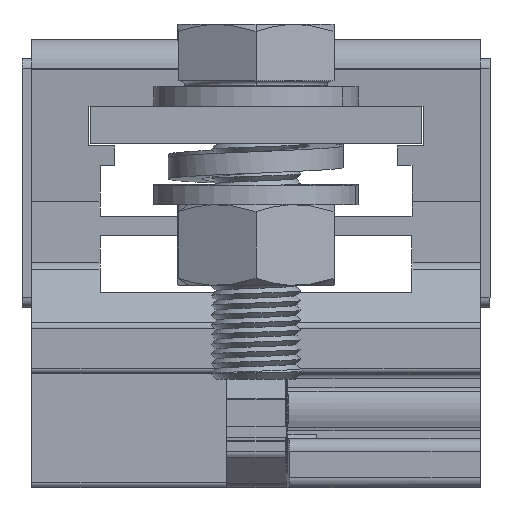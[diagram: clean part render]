
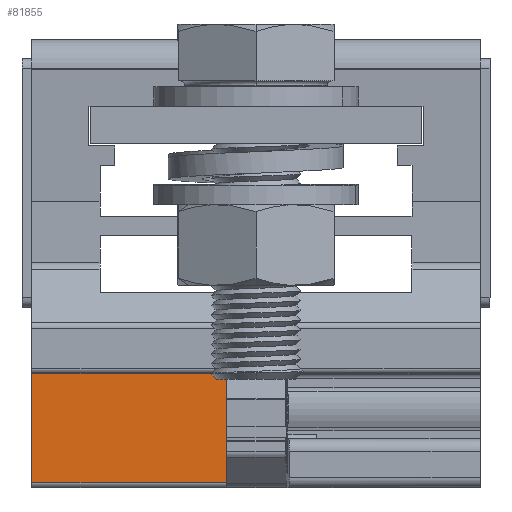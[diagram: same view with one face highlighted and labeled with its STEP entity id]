
A CAD part, left-side view. The second image highlights one B-rep face of the part: STEP entity #81855.
In plain terms, the highlighted planar face has unit normal (-1, 0, 0).
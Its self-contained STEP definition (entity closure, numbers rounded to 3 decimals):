
#1214 = VECTOR ( 'NONE', #17993, 1000. ) ;
#5224 = FACE_OUTER_BOUND ( 'NONE', #76270, .T. ) ;
#8372 = ORIENTED_EDGE ( 'NONE', *, *, #63989, .T. ) ;
#9937 = VECTOR ( 'NONE', #14258, 1000. ) ;
#14258 = DIRECTION ( 'NONE',  ( 0., 1., 0. ) ) ;
#17993 = DIRECTION ( 'NONE',  ( 0., 1., 0. ) ) ;
#21555 = CARTESIAN_POINT ( 'NONE',  ( -39.95, 47., -5.8 ) ) ;
#21945 = VECTOR ( 'NONE', #56753, 1000. ) ;
#24951 = CARTESIAN_POINT ( 'NONE',  ( -39.95, 27., 5.4 ) ) ;
#27293 = CARTESIAN_POINT ( 'NONE',  ( -39.95, 27., 5.4 ) ) ;
#29278 = CARTESIAN_POINT ( 'NONE',  ( -39.95, 47., 5.4 ) ) ;
#30877 = DIRECTION ( 'NONE',  ( 0., 0., 1. ) ) ;
#31487 = LINE ( 'NONE', #66659, #1214 ) ;
#32627 = PLANE ( 'NONE',  #75840 ) ;
#34457 = VERTEX_POINT ( 'NONE', #55036 ) ;
#40980 = EDGE_CURVE ( 'NONE', #34457, #76802, #31487, .T. ) ;
#42517 = ORIENTED_EDGE ( 'NONE', *, *, #40980, .F. ) ;
#51201 = VERTEX_POINT ( 'NONE', #69760 ) ;
#55036 = CARTESIAN_POINT ( 'NONE',  ( -39.95, 27., -5.8 ) ) ;
#56753 = DIRECTION ( 'NONE',  ( 0., 0., -1. ) ) ;
#58739 = LINE ( 'NONE', #24951, #84301 ) ;
#59247 = EDGE_CURVE ( 'NONE', #88688, #51201, #81869, .T. ) ;
#60103 = DIRECTION ( 'NONE',  ( 1., 0., 0. ) ) ;
#63989 = EDGE_CURVE ( 'NONE', #51201, #76802, #75755, .T. ) ;
#66631 = CARTESIAN_POINT ( 'NONE',  ( -39.95, 27., 5.4 ) ) ;
#66659 = CARTESIAN_POINT ( 'NONE',  ( -39.95, 27., -5.8 ) ) ;
#69760 = CARTESIAN_POINT ( 'NONE',  ( -39.95, 47., 5.4 ) ) ;
#72090 = ORIENTED_EDGE ( 'NONE', *, *, #59247, .T. ) ;
#72984 = ORIENTED_EDGE ( 'NONE', *, *, #73296, .F. ) ;
#73296 = EDGE_CURVE ( 'NONE', #88688, #34457, #58739, .T. ) ;
#75755 = LINE ( 'NONE', #29278, #21945 ) ;
#75840 = AXIS2_PLACEMENT_3D ( 'NONE', #80030, #60103, #30877 ) ;
#76270 = EDGE_LOOP ( 'NONE', ( #8372, #42517, #72984, #72090 ) ) ;
#76802 = VERTEX_POINT ( 'NONE', #21555 ) ;
#80030 = CARTESIAN_POINT ( 'NONE',  ( -39.95, 27., 5.4 ) ) ;
#81855 = ADVANCED_FACE ( 'NONE', ( #5224 ), #32627, .F. ) ;
#81869 = LINE ( 'NONE', #27293, #9937 ) ;
#84301 = VECTOR ( 'NONE', #87164, 1000. ) ;
#87164 = DIRECTION ( 'NONE',  ( 0., 0., -1. ) ) ;
#88688 = VERTEX_POINT ( 'NONE', #66631 ) ;
